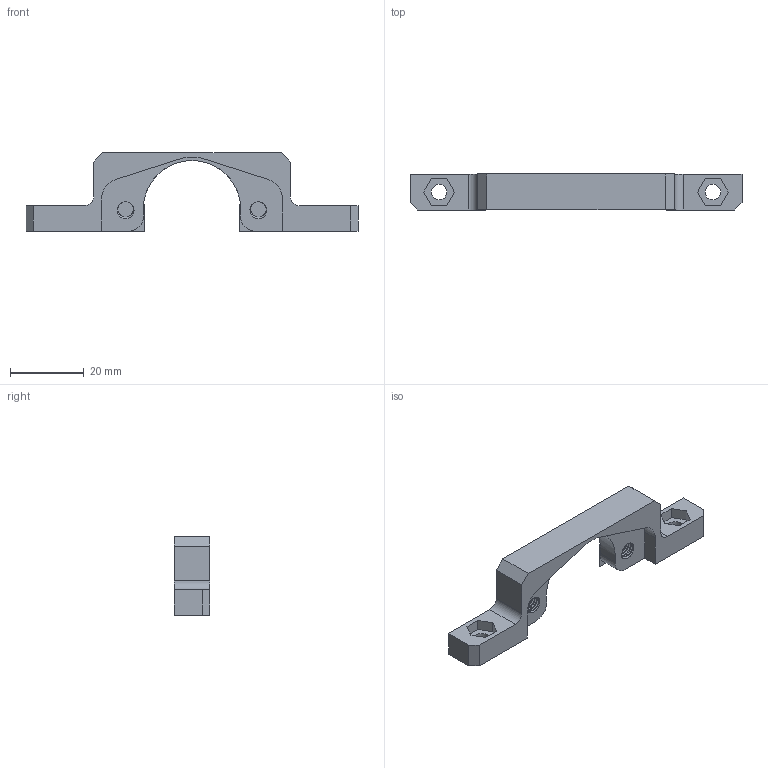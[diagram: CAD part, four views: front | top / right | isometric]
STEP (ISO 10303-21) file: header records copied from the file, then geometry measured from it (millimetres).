
FILE_DESCRIPTION(/* description */ (''),/* implementation_level */ '2;1');
FILE_NAME(/* name */ 'Z Axis leadscrew bearing mount.step',/* time_stamp */ '2024-11-17T20:45:38+01:00',/* author */ (''),/* organization */ (''),/* preprocessor_version */ 'ST-DEVELOPER v20',/* originating_system */ 'Autodesk Translation Framework v13.20.0.188',/* authorisation */ '');
FILE_SCHEMA (('AUTOMOTIVE_DESIGN { 1 0 10303 214 3 1 1 }'));
Length unit declared in the file: millimetre
Products named in the file (1): Z Axis leadscrew bearing mount
Bounding box: 90 x 9.75 x 21.25 mm (x, y, z)
Volume: 7151.4 mm3; surface area: 4665.7 mm2
Topology: 1 solids, 1 shells, 86 faces, 241 edges, 161 vertices
Faces by surface type: plane 43, cylinder 39, bspline 4
Full cylindrical faces by diameter (mm): 4.234 x6, 4.25 x2, 5.12 x6
Entity records: 4781 total; most frequent: CARTESIAN_POINT 2617, ORIENTED_EDGE 482, DIRECTION 375, EDGE_CURVE 241, VERTEX_POINT 161, LINE 145, VECTOR 145, AXIS2_PLACEMENT_3D 115
